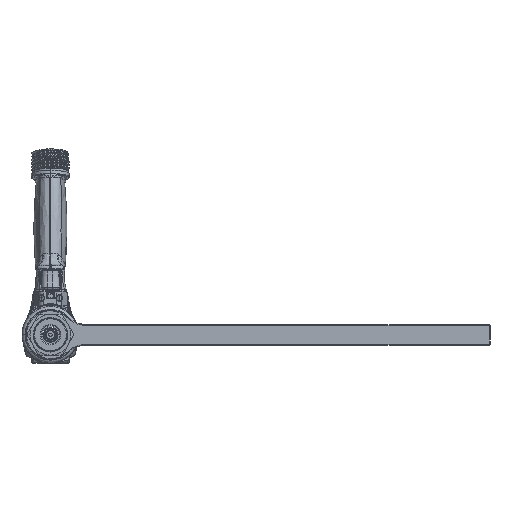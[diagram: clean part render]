
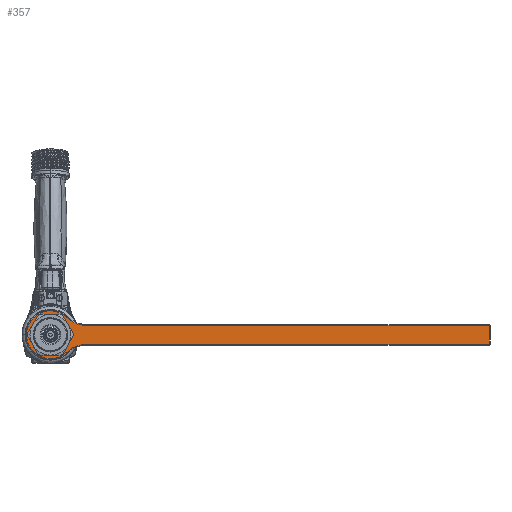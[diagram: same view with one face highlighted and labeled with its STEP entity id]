
A CAD part, left-side view. The second image highlights one B-rep face of the part: STEP entity #357.
In plain terms, the highlighted planar face has unit normal (-1, 0, 0).
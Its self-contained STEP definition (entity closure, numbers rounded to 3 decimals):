
#1=CARTESIAN_POINT('',(-4.745,-1.32,-3.75));
#2=DIRECTION('',(-1.,0.,0.));
#3=DIRECTION('',(0.,0.,1.));
#4=AXIS2_PLACEMENT_3D('',#1,#2,#3);
#6=CARTESIAN_POINT('',(-4.744,0.,-2.375));
#7=DIRECTION('',(1.,0.,0.));
#8=DIRECTION('',(0.,-0.693,-0.721));
#9=AXIS2_PLACEMENT_3D('',#6,#7,#8);
#11=CARTESIAN_POINT('',(-4.745,-1.32,-1.));
#12=DIRECTION('',(-1.,0.,0.));
#13=DIRECTION('',(0.,0.693,-0.721));
#14=AXIS2_PLACEMENT_3D('',#11,#12,#13);
#16=DIRECTION('',(0.,-1.,0.));
#17=VECTOR('',#16,14.744);
#18=CARTESIAN_POINT('',(-4.745,-1.32,-2.03));
#19=LINE('',#18,#17);
#20=CARTESIAN_POINT('',(-4.745,0.,-2.375));
#21=DIRECTION('',(-1.,0.,0.));
#22=DIRECTION('',(0.,1.,0.));
#23=AXIS2_PLACEMENT_3D('',#20,#21,#22);
#25=CARTESIAN_POINT('',(-4.745,0.,-2.375));
#26=DIRECTION('',(-1.,0.,0.));
#27=DIRECTION('',(0.,-1.,0.));
#28=AXIS2_PLACEMENT_3D('',#25,#26,#27);
#30=DIRECTION('',(0.,0.,1.));
#31=VECTOR('',#30,0.69);
#32=CARTESIAN_POINT('',(-4.745,-16.064,-2.72));
#33=LINE('',#32,#31);
#203=DIRECTION('',(0.,-1.,0.));
#204=VECTOR('',#203,14.744);
#205=CARTESIAN_POINT('',(-4.745,-1.32,-2.72));
#206=LINE('',#205,#204);
#268=CARTESIAN_POINT('',(-4.745,0.69,-2.375));
#269=CARTESIAN_POINT('',(-4.745,-0.69,-2.375));
#270=VERTEX_POINT('',#268);
#271=VERTEX_POINT('',#269);
#310=CARTESIAN_POINT('',(-4.745,-16.064,-2.03));
#311=CARTESIAN_POINT('',(-4.745,-1.32,-2.03));
#312=VERTEX_POINT('',#310);
#313=VERTEX_POINT('',#311);
#314=CARTESIAN_POINT('',(-4.745,-16.064,-2.72));
#315=VERTEX_POINT('',#314);
#326=CARTESIAN_POINT('',(-4.745,-0.607,-1.743));
#327=VERTEX_POINT('',#326);
#328=CARTESIAN_POINT('',(-4.744,-0.607,
-3.007));
#329=VERTEX_POINT('',#328);
#330=CARTESIAN_POINT('',(-4.745,-1.32,-2.72));
#331=VERTEX_POINT('',#330);
#332=CARTESIAN_POINT('',(-4.745,-7.593,-2.375));
#333=DIRECTION('',(1.,0.,0.));
#334=DIRECTION('',(0.,-1.,0.));
#335=AXIS2_PLACEMENT_3D('',#332,#333,#334);
#336=PLANE('',#335);
#338=ORIENTED_EDGE('',*,*,#337,.F.);
#340=ORIENTED_EDGE('',*,*,#339,.F.);
#342=ORIENTED_EDGE('',*,*,#341,.T.);
#344=ORIENTED_EDGE('',*,*,#343,.T.);
#346=ORIENTED_EDGE('',*,*,#345,.T.);
#348=ORIENTED_EDGE('',*,*,#347,.T.);
#349=EDGE_LOOP('',(#338,#340,#342,#344,#346,#348));
#350=FACE_OUTER_BOUND('',#349,.F.);
#352=ORIENTED_EDGE('',*,*,#351,.T.);
#354=ORIENTED_EDGE('',*,*,#353,.T.);
#355=EDGE_LOOP('',(#352,#354));
#356=FACE_BOUND('',#355,.F.);
#357=ADVANCED_FACE('',(#350,#356),#336,.F.);
#5=CIRCLE('',#4,1.03);
#10=CIRCLE('',#9,0.876);
#15=CIRCLE('',#14,1.03);
#24=CIRCLE('',#23,0.69);
#29=CIRCLE('',#28,0.69);
#337=EDGE_CURVE('',#315,#312,#33,.T.);
#339=EDGE_CURVE('',#331,#315,#206,.T.);
#341=EDGE_CURVE('',#331,#329,#5,.T.);
#343=EDGE_CURVE('',#329,#327,#10,.T.);
#345=EDGE_CURVE('',#327,#313,#15,.T.);
#347=EDGE_CURVE('',#313,#312,#19,.T.);
#351=EDGE_CURVE('',#270,#271,#24,.T.);
#353=EDGE_CURVE('',#271,#270,#29,.T.);
